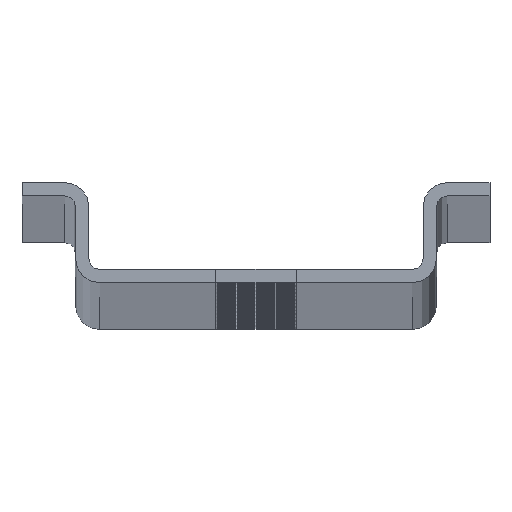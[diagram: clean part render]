
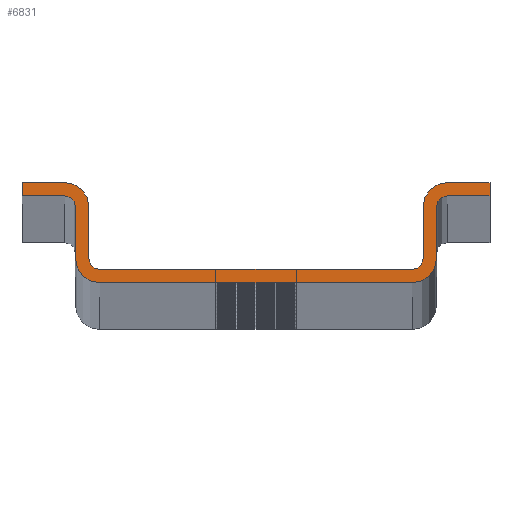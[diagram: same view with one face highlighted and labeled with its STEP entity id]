
A CAD part, top view. The second image highlights one B-rep face of the part: STEP entity #6831.
In plain terms, the highlighted planar face has unit normal (0, 0, 1).
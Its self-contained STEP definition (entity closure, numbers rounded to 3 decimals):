
#20=CIRCLE('',#7168,0.8);
#22=CIRCLE('',#7172,1.8);
#184=CIRCLE('',#7336,1.8);
#186=CIRCLE('',#7340,0.8);
#188=CIRCLE('',#7346,1.8);
#190=CIRCLE('',#7350,0.8);
#352=CIRCLE('',#7514,0.8);
#354=CIRCLE('',#7518,1.8);
#1264=ORIENTED_EDGE('',*,*,#2564,.T.);
#1265=ORIENTED_EDGE('',*,*,#2568,.T.);
#1266=ORIENTED_EDGE('',*,*,#2571,.F.);
#1267=ORIENTED_EDGE('',*,*,#2574,.T.);
#1268=ORIENTED_EDGE('',*,*,#2577,.T.);
#1269=ORIENTED_EDGE('',*,*,#2900,.T.);
#1270=ORIENTED_EDGE('',*,*,#2903,.T.);
#1271=ORIENTED_EDGE('',*,*,#2906,.T.);
#1272=ORIENTED_EDGE('',*,*,#2909,.F.);
#1273=ORIENTED_EDGE('',*,*,#2912,.T.);
#1274=ORIENTED_EDGE('',*,*,#2915,.T.);
#1275=ORIENTED_EDGE('',*,*,#2918,.T.);
#1276=ORIENTED_EDGE('',*,*,#2921,.T.);
#1277=ORIENTED_EDGE('',*,*,#2924,.T.);
#1278=ORIENTED_EDGE('',*,*,#2927,.F.);
#1279=ORIENTED_EDGE('',*,*,#3250,.T.);
#1280=ORIENTED_EDGE('',*,*,#3253,.F.);
#1281=ORIENTED_EDGE('',*,*,#3256,.T.);
#1282=ORIENTED_EDGE('',*,*,#3259,.T.);
#1283=ORIENTED_EDGE('',*,*,#3262,.T.);
#2564=EDGE_CURVE('',#3584,#3585,#4264,.T.);
#2568=EDGE_CURVE('',#3585,#3588,#4268,.T.);
#2571=EDGE_CURVE('',#3590,#3588,#20,.T.);
#2574=EDGE_CURVE('',#3590,#3592,#4272,.T.);
#2577=EDGE_CURVE('',#3592,#3594,#22,.T.);
#2900=EDGE_CURVE('',#3594,#3916,#4436,.T.);
#2903=EDGE_CURVE('',#3916,#3918,#184,.T.);
#2906=EDGE_CURVE('',#3918,#3920,#4440,.T.);
#2909=EDGE_CURVE('',#3922,#3920,#186,.T.);
#2912=EDGE_CURVE('',#3922,#3924,#4444,.T.);
#2915=EDGE_CURVE('',#3924,#3926,#4447,.T.);
#2918=EDGE_CURVE('',#3926,#3928,#4450,.T.);
#2921=EDGE_CURVE('',#3928,#3930,#188,.T.);
#2924=EDGE_CURVE('',#3930,#3932,#4454,.T.);
#2927=EDGE_CURVE('',#3934,#3932,#190,.T.);
#3250=EDGE_CURVE('',#3934,#4256,#4618,.T.);
#3253=EDGE_CURVE('',#4258,#4256,#352,.T.);
#3256=EDGE_CURVE('',#4258,#4260,#4622,.T.);
#3259=EDGE_CURVE('',#4260,#4262,#354,.T.);
#3262=EDGE_CURVE('',#4262,#3584,#4626,.T.);
#3584=VERTEX_POINT('',#9888);
#3585=VERTEX_POINT('',#9889);
#3588=VERTEX_POINT('',#9897);
#3590=VERTEX_POINT('',#9903);
#3592=VERTEX_POINT('',#9909);
#3594=VERTEX_POINT('',#9915);
#3916=VERTEX_POINT('',#10561);
#3918=VERTEX_POINT('',#10567);
#3920=VERTEX_POINT('',#10573);
#3922=VERTEX_POINT('',#10579);
#3924=VERTEX_POINT('',#10585);
#3926=VERTEX_POINT('',#10591);
#3928=VERTEX_POINT('',#10597);
#3930=VERTEX_POINT('',#10603);
#3932=VERTEX_POINT('',#10609);
#3934=VERTEX_POINT('',#10615);
#4256=VERTEX_POINT('',#11261);
#4258=VERTEX_POINT('',#11267);
#4260=VERTEX_POINT('',#11273);
#4262=VERTEX_POINT('',#11279);
#4264=LINE('',#9887,#4948);
#4268=LINE('',#9896,#4952);
#4272=LINE('',#9908,#4956);
#4436=LINE('',#10560,#5120);
#4440=LINE('',#10572,#5124);
#4444=LINE('',#10584,#5128);
#4447=LINE('',#10590,#5131);
#4450=LINE('',#10596,#5134);
#4454=LINE('',#10608,#5138);
#4618=LINE('',#11260,#5302);
#4622=LINE('',#11272,#5306);
#4626=LINE('',#11284,#5310);
#4948=VECTOR('',#7847,1000.);
#4952=VECTOR('',#7853,1000.);
#4956=VECTOR('',#7865,1000.);
#5120=VECTOR('',#8357,1000.);
#5124=VECTOR('',#8369,1000.);
#5128=VECTOR('',#8381,1000.);
#5131=VECTOR('',#8386,1000.);
#5134=VECTOR('',#8391,1000.);
#5138=VECTOR('',#8403,1000.);
#5302=VECTOR('',#8895,1000.);
#5306=VECTOR('',#8907,1000.);
#5310=VECTOR('',#8919,1000.);
#5813=EDGE_LOOP('',(#1264,#1265,#1266,#1267,#1268,#1269,#1270,#1271,#1272,
#1273,#1274,#1275,#1276,#1277,#1278,#1279,#1280,#1281,#1282,#1283));
#6315=FACE_BOUND('',#5813,.T.);
#6649=PLANE('',#7522);
#6831=ADVANCED_FACE('',(#6315),#6649,.T.);
#7168=AXIS2_PLACEMENT_3D('',#9902,#7858,#7859);
#7172=AXIS2_PLACEMENT_3D('',#9914,#7870,#7871);
#7336=AXIS2_PLACEMENT_3D('',#10566,#8362,#8363);
#7340=AXIS2_PLACEMENT_3D('',#10578,#8374,#8375);
#7346=AXIS2_PLACEMENT_3D('',#10602,#8396,#8397);
#7350=AXIS2_PLACEMENT_3D('',#10614,#8408,#8409);
#7514=AXIS2_PLACEMENT_3D('',#11266,#8900,#8901);
#7518=AXIS2_PLACEMENT_3D('',#11278,#8912,#8913);
#7522=AXIS2_PLACEMENT_3D('',#11287,#8923,#8924);
#7847=DIRECTION('',(0.,-1.,0.));
#7853=DIRECTION('',(1.,0.,0.));
#7858=DIRECTION('',(0.,0.,1.));
#7859=DIRECTION('',(1.,0.,0.));
#7865=DIRECTION('',(0.,-1.,0.));
#7870=DIRECTION('',(0.,0.,1.));
#7871=DIRECTION('',(1.,0.,0.));
#8357=DIRECTION('',(1.,0.,0.));
#8362=DIRECTION('',(0.,0.,1.));
#8363=DIRECTION('',(1.,0.,0.));
#8369=DIRECTION('',(0.,1.,0.));
#8374=DIRECTION('',(0.,0.,1.));
#8375=DIRECTION('',(1.,0.,0.));
#8381=DIRECTION('',(1.,0.,0.));
#8386=DIRECTION('',(0.,1.,0.));
#8391=DIRECTION('',(-1.,0.,0.));
#8396=DIRECTION('',(0.,0.,1.));
#8397=DIRECTION('',(1.,0.,0.));
#8403=DIRECTION('',(0.,-1.,0.));
#8408=DIRECTION('',(0.,0.,1.));
#8409=DIRECTION('',(1.,0.,0.));
#8895=DIRECTION('',(-1.,0.,0.));
#8900=DIRECTION('',(0.,0.,1.));
#8901=DIRECTION('',(1.,0.,0.));
#8907=DIRECTION('',(0.,1.,0.));
#8912=DIRECTION('',(0.,0.,1.));
#8913=DIRECTION('',(1.,0.,0.));
#8919=DIRECTION('',(-1.,0.,0.));
#8923=DIRECTION('',(0.,0.,1.));
#8924=DIRECTION('',(1.,0.,0.));
#9887=CARTESIAN_POINT('',(-17.5,7.5,0.));
#9888=CARTESIAN_POINT('',(-17.5,7.5,0.));
#9889=CARTESIAN_POINT('',(-17.5,6.5,0.));
#9896=CARTESIAN_POINT('',(-17.5,6.5,0.));
#9897=CARTESIAN_POINT('',(-14.3,6.5,0.));
#9902=CARTESIAN_POINT('',(-14.3,5.7,0.));
#9903=CARTESIAN_POINT('',(-13.5,5.7,0.));
#9908=CARTESIAN_POINT('',(-13.5,5.7,0.));
#9909=CARTESIAN_POINT('',(-13.5,1.8,0.));
#9914=CARTESIAN_POINT('',(-11.7,1.8,0.));
#9915=CARTESIAN_POINT('',(-11.7,0.,0.));
#10560=CARTESIAN_POINT('',(-11.7,0.,0.));
#10561=CARTESIAN_POINT('',(11.7,0.,0.));
#10566=CARTESIAN_POINT('',(11.7,1.8,0.));
#10567=CARTESIAN_POINT('',(13.5,1.8,0.));
#10572=CARTESIAN_POINT('',(13.5,1.8,0.));
#10573=CARTESIAN_POINT('',(13.5,5.7,0.));
#10578=CARTESIAN_POINT('',(14.3,5.7,0.));
#10579=CARTESIAN_POINT('',(14.3,6.5,0.));
#10584=CARTESIAN_POINT('',(14.3,6.5,0.));
#10585=CARTESIAN_POINT('',(17.5,6.5,0.));
#10590=CARTESIAN_POINT('',(17.5,6.5,0.));
#10591=CARTESIAN_POINT('',(17.5,7.5,0.));
#10596=CARTESIAN_POINT('',(17.5,7.5,0.));
#10597=CARTESIAN_POINT('',(14.3,7.5,0.));
#10602=CARTESIAN_POINT('',(14.3,5.7,0.));
#10603=CARTESIAN_POINT('',(12.5,5.7,0.));
#10608=CARTESIAN_POINT('',(12.5,5.7,0.));
#10609=CARTESIAN_POINT('',(12.5,1.8,0.));
#10614=CARTESIAN_POINT('',(11.7,1.8,0.));
#10615=CARTESIAN_POINT('',(11.7,1.,0.));
#11260=CARTESIAN_POINT('',(11.7,1.,0.));
#11261=CARTESIAN_POINT('',(-11.7,1.,0.));
#11266=CARTESIAN_POINT('',(-11.7,1.8,0.));
#11267=CARTESIAN_POINT('',(-12.5,1.8,0.));
#11272=CARTESIAN_POINT('',(-12.5,1.8,0.));
#11273=CARTESIAN_POINT('',(-12.5,5.7,0.));
#11278=CARTESIAN_POINT('',(-14.3,5.7,0.));
#11279=CARTESIAN_POINT('',(-14.3,7.5,0.));
#11284=CARTESIAN_POINT('',(-14.3,7.5,0.));
#11287=CARTESIAN_POINT('',(-14.3,5.7,0.));
